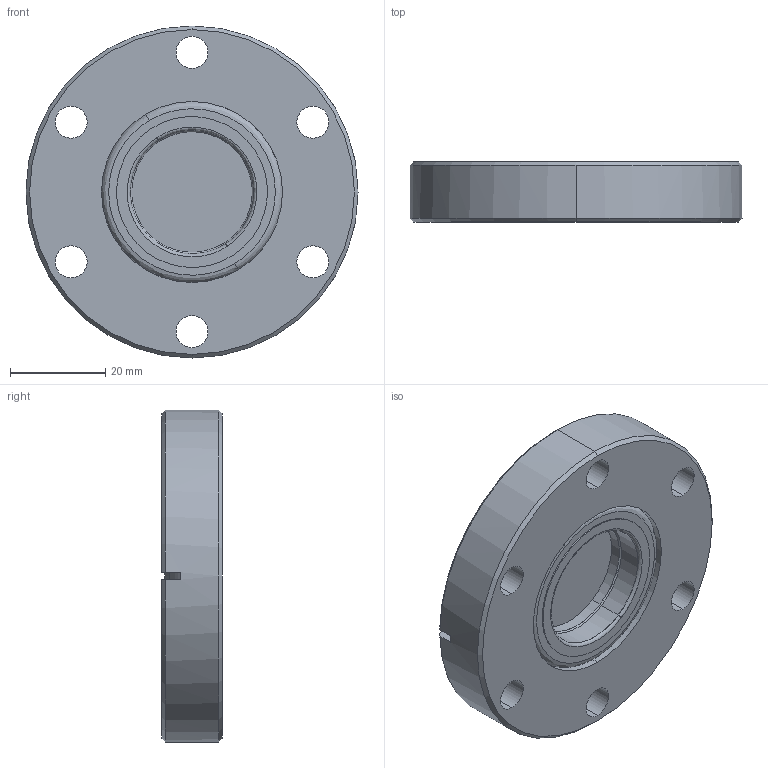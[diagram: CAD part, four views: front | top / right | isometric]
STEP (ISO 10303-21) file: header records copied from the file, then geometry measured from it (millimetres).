
FILE_DESCRIPTION (( 'STEP AP203' ), '1' );
FILE_NAME ('A8007-2-CF.STEP', '2011-10-03T14:56:29', ( '' ), ( '' ), 'SwSTEP 2.0', 'SolidWorks 2011', '' );
FILE_SCHEMA (( 'CONFIG_CONTROL_DESIGN' ));
Length unit declared in the file: inch
Products named in the file (1): A8007-2-CF
Bounding box: 69.85 x 12.7 x 69.85 mm (x, y, z)
Volume: 33032.3 mm3; surface area: 15074.7 mm2
Topology: 1 solids, 1 shells, 77 faces, 182 edges, 113 vertices
Faces by surface type: cylinder 36, cone 19, plane 14, bspline 8
Entity records: 2834 total; most frequent: CARTESIAN_POINT 933, DIRECTION 409, ORIENTED_EDGE 364, EDGE_CURVE 182, AXIS2_PLACEMENT_3D 173, VERTEX_POINT 113, CIRCLE 103, EDGE_LOOP 95
